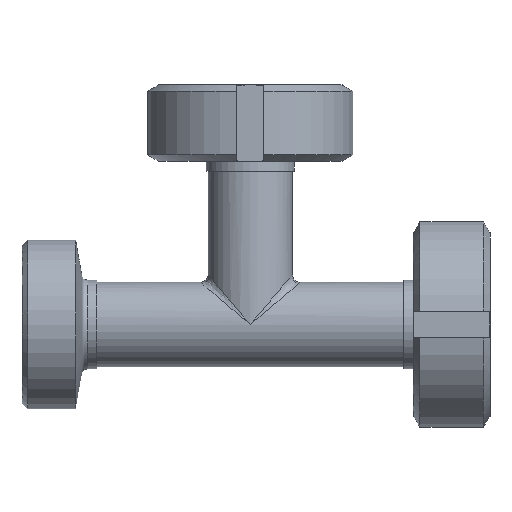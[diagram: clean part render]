
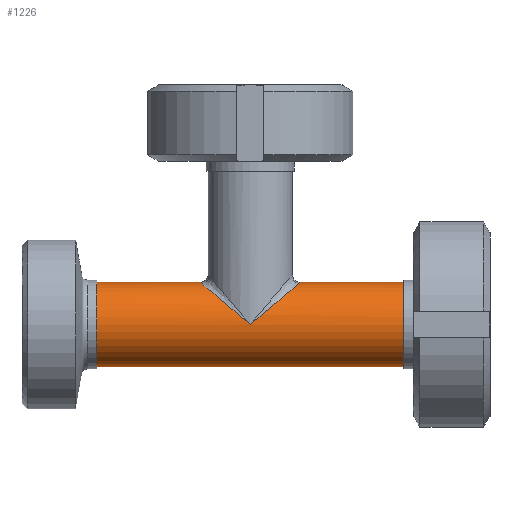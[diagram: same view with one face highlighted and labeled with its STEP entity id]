
A CAD part, front view. The second image highlights one B-rep face of the part: STEP entity #1226.
In plain terms, the highlighted cylindrical face has radius 11 mm (diameter 22 mm), a full revolution.
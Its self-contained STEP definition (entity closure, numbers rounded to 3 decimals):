
#932=CARTESIAN_POINT('',(0.0,11.0,0.0));
#933=VERTEX_POINT('',#932);
#934=CARTESIAN_POINT('',(0.0,-11.0,0.0));
#935=VERTEX_POINT('',#934);
#936=CARTESIAN_POINT('',(0.0,0.0,0.0));
#937=DIRECTION('',(0.646,0.0,0.763));
#938=DIRECTION('',(-0.763,0.0,0.646));
#939=AXIS2_PLACEMENT_3D('',#936,#937,#938);
#940=ELLIPSE('',#939,17.029,11.);
#941=EDGE_CURVE('',#933,#935,#940,.T.);
#1124=CARTESIAN_POINT('',(0.0,0.0,0.0));
#1125=DIRECTION('',(-0.646,0.0,0.763));
#1126=DIRECTION('',(0.763,0.0,0.646));
#1127=AXIS2_PLACEMENT_3D('',#1124,#1125,#1126);
#1128=ELLIPSE('',#1127,17.029,11.);
#1129=EDGE_CURVE('',#935,#933,#1128,.T.);
#1195=CARTESIAN_POINT('',(0.0,0.0,0.0));
#1196=DIRECTION('',(-1.0,0.0,0.0));
#1197=DIRECTION('',(0.0,-1.0,0.0));
#1198=AXIS2_PLACEMENT_3D('',#1195,#1196,#1197);
#1199=CYLINDRICAL_SURFACE('',#1198,11.);
#1200=CARTESIAN_POINT('',(-40.0,-11.,0.0));
#1201=VERTEX_POINT('',#1200);
#1202=CARTESIAN_POINT('',(-40.0,0.0,0.0));
#1203=DIRECTION('',(-1.0,0.0,0.0));
#1204=DIRECTION('',(0.0,-1.0,0.0));
#1205=AXIS2_PLACEMENT_3D('',#1202,#1203,#1204);
#1206=CIRCLE('',#1205,11.);
#1207=EDGE_CURVE('',#1201,#1201,#1206,.T.);
#1208=ORIENTED_EDGE('',*,*,#1207,.F.);
#1209=EDGE_LOOP('',(#1208));
#1210=FACE_OUTER_BOUND('',#1209,.T.);
#1211=ORIENTED_EDGE('',*,*,#941,.F.);
#1212=ORIENTED_EDGE('',*,*,#1129,.F.);
#1213=EDGE_LOOP('',(#1211,#1212));
#1214=FACE_BOUND('',#1213,.T.);
#1215=CARTESIAN_POINT('',(40.0,-11.,0.0));
#1216=VERTEX_POINT('',#1215);
#1217=CARTESIAN_POINT('',(40.,0.0,0.0));
#1218=DIRECTION('',(-1.0,0.0,0.0));
#1219=DIRECTION('',(0.0,-1.0,0.0));
#1220=AXIS2_PLACEMENT_3D('',#1217,#1218,#1219);
#1221=CIRCLE('',#1220,11.);
#1222=EDGE_CURVE('',#1216,#1216,#1221,.T.);
#1223=ORIENTED_EDGE('',*,*,#1222,.T.);
#1224=EDGE_LOOP('',(#1223));
#1225=FACE_BOUND('',#1224,.T.);
#1226=ADVANCED_FACE('',(#1210,#1214,#1225),#1199,.T.);
